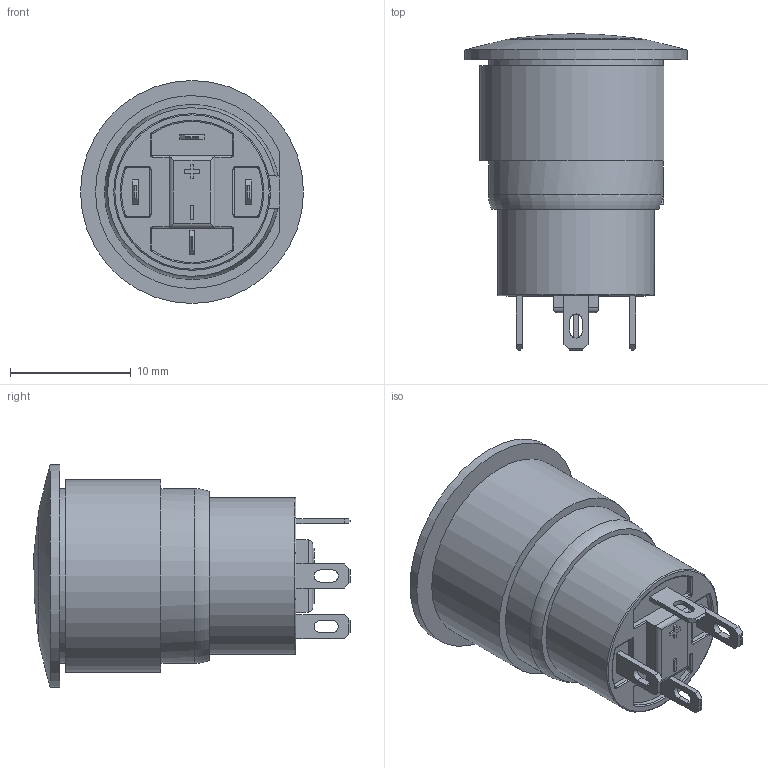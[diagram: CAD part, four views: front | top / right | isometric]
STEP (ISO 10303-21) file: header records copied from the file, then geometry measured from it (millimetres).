
FILE_DESCRIPTION(/* description */ ('','CAx-IF Rec.Pracs.---Representation and Presentation of Product Manufacturing Information (PMI)---4.0---2014-10-13'),/* implementation_level */ '2;1');
FILE_NAME(/* name */ 'PVA6LRE21xx1.stp',/* time_stamp */ '2019-09-05T12:15:45-05:00',/* author */ ('mwilliams'),/* organization */ (''),/* preprocessor_version */ 'ST-DEVELOPER v17',/* originating_system */ 'Autodesk Inventor 2018',/* authorisation */ '');
FILE_SCHEMA (('AP242_MANAGED_MODEL_BASED_3D_ENGINEERING_MIM_LF { 1 0 10303 442 1 1 4 }'));
Length unit declared in the file: inch
Products named in the file (1): PVA6LRE21xx1_Shrinkwrap_1
Bounding box: 18.5 x 26.25 x 18.5 mm (x, y, z)
Volume: 3683.2 mm3; surface area: 2519.4 mm2
Topology: 4 solids, 4 shells, 191 faces, 476 edges, 306 vertices
Faces by surface type: plane 94, cylinder 72, torus 22, sphere 3
Full cylindrical faces by diameter (mm): 10.5 x2, 11.9 x2, 13 x2, 14.511 x2, 18.5 x1
Entity records: 6142 total; most frequent: CARTESIAN_POINT 1076, DIRECTION 1059, ORIENTED_EDGE 952, EDGE_CURVE 476, AXIS2_PLACEMENT_3D 387, VERTEX_POINT 306, LINE 293, VECTOR 293
